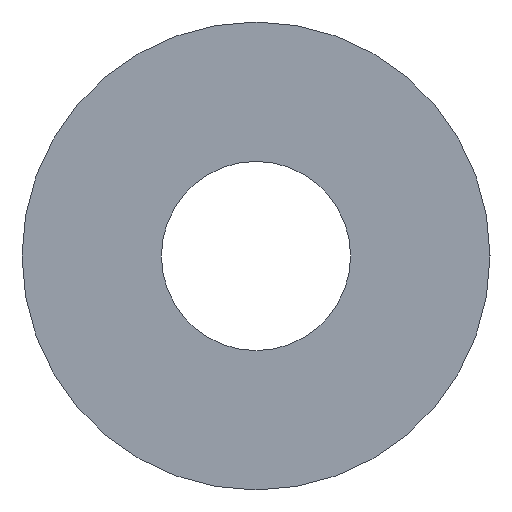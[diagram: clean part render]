
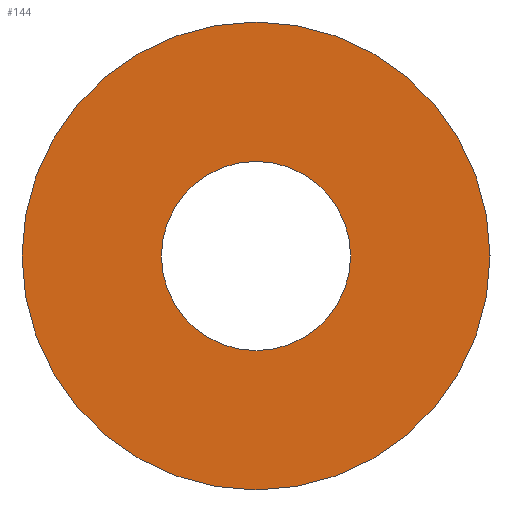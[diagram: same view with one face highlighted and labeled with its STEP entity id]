
A CAD part, left-side view. The second image highlights one B-rep face of the part: STEP entity #144.
In plain terms, the highlighted planar face has unit normal (-1, 0, 0).
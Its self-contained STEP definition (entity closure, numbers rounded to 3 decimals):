
#31 = CYLINDRICAL_SURFACE('',#32,32.5);
#32 = AXIS2_PLACEMENT_3D('',#33,#34,#35);
#33 = CARTESIAN_POINT('',(-102.541,0.,0.));
#34 = DIRECTION('',(1.,0.,0.));
#35 = DIRECTION('',(0.,1.,0.));
#56 = VERTEX_POINT('',#57);
#57 = CARTESIAN_POINT('',(-102.541,32.5,0.));
#78 = EDGE_CURVE('',#56,#56,#79,.T.);
#79 = SURFACE_CURVE('',#80,(#85,#92),.PCURVE_S1.);
#80 = CIRCLE('',#81,32.5);
#81 = AXIS2_PLACEMENT_3D('',#82,#83,#84);
#82 = CARTESIAN_POINT('',(-102.541,0.,0.));
#83 = DIRECTION('',(1.,0.,0.));
#84 = DIRECTION('',(0.,1.,0.));
#85 = PCURVE('',#31,#86);
#86 = DEFINITIONAL_REPRESENTATION('',(#87),#91);
#87 = LINE('',#88,#89);
#88 = CARTESIAN_POINT('',(0.,0.));
#89 = VECTOR('',#90,1.);
#90 = DIRECTION('',(1.,0.));
#91 = ( GEOMETRIC_REPRESENTATION_CONTEXT(2) 
PARAMETRIC_REPRESENTATION_CONTEXT() REPRESENTATION_CONTEXT('2D SPACE',''
  ) );
#92 = PCURVE('',#93,#98);
#93 = PLANE('',#94);
#94 = AXIS2_PLACEMENT_3D('',#95,#96,#97);
#95 = CARTESIAN_POINT('',(-102.541,0.,0.));
#96 = DIRECTION('',(1.,0.,0.));
#97 = DIRECTION('',(0.,1.,0.));
#98 = DEFINITIONAL_REPRESENTATION('',(#99),#103);
#99 = CIRCLE('',#100,32.5);
#100 = AXIS2_PLACEMENT_2D('',#101,#102);
#101 = CARTESIAN_POINT('',(0.,0.));
#102 = DIRECTION('',(1.,0.));
#103 = ( GEOMETRIC_REPRESENTATION_CONTEXT(2) 
PARAMETRIC_REPRESENTATION_CONTEXT() REPRESENTATION_CONTEXT('2D SPACE',''
  ) );
#133 = CYLINDRICAL_SURFACE('',#134,13.14);
#134 = AXIS2_PLACEMENT_3D('',#135,#136,#137);
#135 = CARTESIAN_POINT('',(102.541,0.,0.));
#136 = DIRECTION('',(-1.,0.,0.));
#137 = DIRECTION('',(0.,-1.,0.));
#144 = ADVANCED_FACE('',(#145,#148),#93,.F.);
#145 = FACE_BOUND('',#146,.F.);
#146 = EDGE_LOOP('',(#147));
#147 = ORIENTED_EDGE('',*,*,#78,.T.);
#148 = FACE_BOUND('',#149,.F.);
#149 = EDGE_LOOP('',(#150));
#150 = ORIENTED_EDGE('',*,*,#151,.T.);
#151 = EDGE_CURVE('',#152,#152,#154,.T.);
#152 = VERTEX_POINT('',#153);
#153 = CARTESIAN_POINT('',(-102.541,-13.14,
    0.));
#154 = SURFACE_CURVE('',#155,(#160,#171),.PCURVE_S1.);
#155 = CIRCLE('',#156,13.14);
#156 = AXIS2_PLACEMENT_3D('',#157,#158,#159);
#157 = CARTESIAN_POINT('',(-102.541,0.,0.));
#158 = DIRECTION('',(-1.,0.,0.));
#159 = DIRECTION('',(0.,-1.,0.));
#160 = PCURVE('',#93,#161);
#161 = DEFINITIONAL_REPRESENTATION('',(#162),#170);
#162 = ( BOUNDED_CURVE() B_SPLINE_CURVE(2,(#163,#164,#165,#166,#167,#168
,#169),.UNSPECIFIED.,.T.,.F.) B_SPLINE_CURVE_WITH_KNOTS((1,2,2,2,2,1),(
    -2.094,0.,2.094,4.189,6.283,
8.378),.UNSPECIFIED.) CURVE() GEOMETRIC_REPRESENTATION_ITEM() 
RATIONAL_B_SPLINE_CURVE((1.,0.5,1.,0.5,1.,0.5,1.)) REPRESENTATION_ITEM(
  '') );
#163 = CARTESIAN_POINT('',(-13.14,0.));
#164 = CARTESIAN_POINT('',(-13.14,22.759));
#165 = CARTESIAN_POINT('',(6.57,11.379));
#166 = CARTESIAN_POINT('',(26.28,0.));
#167 = CARTESIAN_POINT('',(6.57,-11.379));
#168 = CARTESIAN_POINT('',(-13.14,-22.759));
#169 = CARTESIAN_POINT('',(-13.14,0.));
#170 = ( GEOMETRIC_REPRESENTATION_CONTEXT(2) 
PARAMETRIC_REPRESENTATION_CONTEXT() REPRESENTATION_CONTEXT('2D SPACE',''
  ) );
#171 = PCURVE('',#133,#172);
#172 = DEFINITIONAL_REPRESENTATION('',(#173),#177);
#173 = LINE('',#174,#175);
#174 = CARTESIAN_POINT('',(0.,205.083));
#175 = VECTOR('',#176,1.);
#176 = DIRECTION('',(1.,0.));
#177 = ( GEOMETRIC_REPRESENTATION_CONTEXT(2) 
PARAMETRIC_REPRESENTATION_CONTEXT() REPRESENTATION_CONTEXT('2D SPACE',''
  ) );
